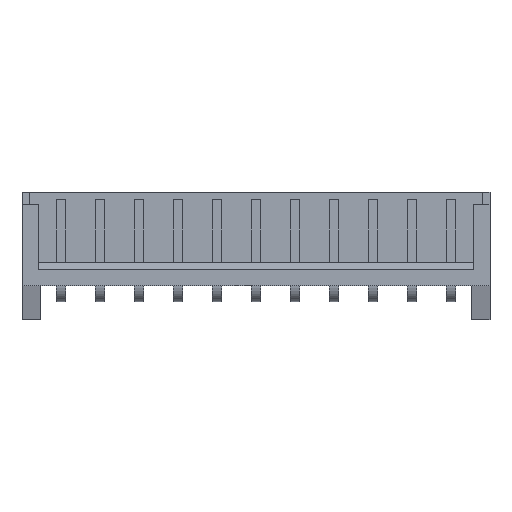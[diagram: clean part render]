
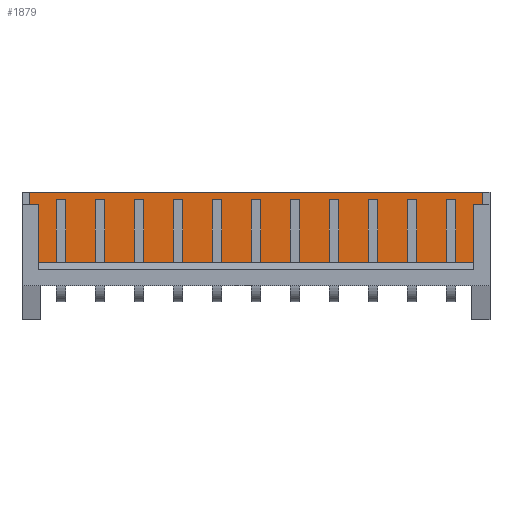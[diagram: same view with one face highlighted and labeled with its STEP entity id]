
A CAD part, top view. The second image highlights one B-rep face of the part: STEP entity #1879.
In plain terms, the highlighted planar face has unit normal (0, 0, 1).
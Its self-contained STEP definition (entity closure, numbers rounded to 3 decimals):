
#44 = PLANE('',#45);
#45 = AXIS2_PLACEMENT_3D('',#46,#47,#48);
#46 = CARTESIAN_POINT('',(27.5,2.2,2.7));
#47 = DIRECTION('',(0.,-1.,0.));
#48 = DIRECTION('',(0.,0.,-1.));
#1737 = VERTEX_POINT('',#1738);
#1738 = CARTESIAN_POINT('',(27.05,2.2,0.9));
#1752 = PLANE('',#1753);
#1753 = AXIS2_PLACEMENT_3D('',#1754,#1755,#1756);
#1754 = CARTESIAN_POINT('',(27.05,6.7,0.9));
#1755 = DIRECTION('',(1.,0.,0.));
#1756 = DIRECTION('',(0.,0.,-1.));
#1764 = EDGE_CURVE('',#1737,#1765,#1767,.T.);
#1765 = VERTEX_POINT('',#1766);
#1766 = CARTESIAN_POINT('',(-2.05,2.2,0.9));
#1767 = SURFACE_CURVE('',#1768,(#1772,#1779),.PCURVE_S1.);
#1768 = LINE('',#1769,#1770);
#1769 = CARTESIAN_POINT('',(27.5,2.2,0.9));
#1770 = VECTOR('',#1771,1.);
#1771 = DIRECTION('',(-1.,0.,0.));
#1772 = PCURVE('',#44,#1773);
#1773 = DEFINITIONAL_REPRESENTATION('',(#1774),#1778);
#1774 = LINE('',#1775,#1776);
#1775 = CARTESIAN_POINT('',(1.8,0.));
#1776 = VECTOR('',#1777,1.);
#1777 = DIRECTION('',(0.,-1.));
#1778 = ( GEOMETRIC_REPRESENTATION_CONTEXT(2) 
PARAMETRIC_REPRESENTATION_CONTEXT() REPRESENTATION_CONTEXT('2D SPACE',''
  ) );
#1779 = PCURVE('',#1780,#1785);
#1780 = PLANE('',#1781);
#1781 = AXIS2_PLACEMENT_3D('',#1782,#1783,#1784);
#1782 = CARTESIAN_POINT('',(27.5,6.7,0.9));
#1783 = DIRECTION('',(0.,0.,-1.));
#1784 = DIRECTION('',(-1.,0.,0.));
#1785 = DEFINITIONAL_REPRESENTATION('',(#1786),#1790);
#1786 = LINE('',#1787,#1788);
#1787 = CARTESIAN_POINT('',(0.,-4.5));
#1788 = VECTOR('',#1789,1.);
#1789 = DIRECTION('',(1.,0.));
#1790 = ( GEOMETRIC_REPRESENTATION_CONTEXT(2) 
PARAMETRIC_REPRESENTATION_CONTEXT() REPRESENTATION_CONTEXT('2D SPACE',''
  ) );
#1808 = PLANE('',#1809);
#1809 = AXIS2_PLACEMENT_3D('',#1810,#1811,#1812);
#1810 = CARTESIAN_POINT('',(-2.05,6.7,0.9));
#1811 = DIRECTION('',(-1.,0.,0.));
#1812 = DIRECTION('',(0.,0.,1.));
#1879 = ADVANCED_FACE('',(#1880),#1780,.F.);
#1880 = FACE_BOUND('',#1881,.T.);
#1881 = EDGE_LOOP('',(#1882,#1905,#1906,#1929));
#1882 = ORIENTED_EDGE('',*,*,#1883,.T.);
#1883 = EDGE_CURVE('',#1884,#1765,#1886,.T.);
#1884 = VERTEX_POINT('',#1885);
#1885 = CARTESIAN_POINT('',(-2.05,6.7,0.9));
#1886 = SURFACE_CURVE('',#1887,(#1891,#1898),.PCURVE_S1.);
#1887 = LINE('',#1888,#1889);
#1888 = CARTESIAN_POINT('',(-2.05,6.7,0.9));
#1889 = VECTOR('',#1890,1.);
#1890 = DIRECTION('',(0.,-1.,0.));
#1891 = PCURVE('',#1780,#1892);
#1892 = DEFINITIONAL_REPRESENTATION('',(#1893),#1897);
#1893 = LINE('',#1894,#1895);
#1894 = CARTESIAN_POINT('',(29.55,0.));
#1895 = VECTOR('',#1896,1.);
#1896 = DIRECTION('',(0.,-1.));
#1897 = ( GEOMETRIC_REPRESENTATION_CONTEXT(2) 
PARAMETRIC_REPRESENTATION_CONTEXT() REPRESENTATION_CONTEXT('2D SPACE',''
  ) );
#1898 = PCURVE('',#1808,#1899);
#1899 = DEFINITIONAL_REPRESENTATION('',(#1900),#1904);
#1900 = LINE('',#1901,#1902);
#1901 = CARTESIAN_POINT('',(0.,0.));
#1902 = VECTOR('',#1903,1.);
#1903 = DIRECTION('',(0.,-1.));
#1904 = ( GEOMETRIC_REPRESENTATION_CONTEXT(2) 
PARAMETRIC_REPRESENTATION_CONTEXT() REPRESENTATION_CONTEXT('2D SPACE',''
  ) );
#1905 = ORIENTED_EDGE('',*,*,#1764,.F.);
#1906 = ORIENTED_EDGE('',*,*,#1907,.F.);
#1907 = EDGE_CURVE('',#1908,#1737,#1910,.T.);
#1908 = VERTEX_POINT('',#1909);
#1909 = CARTESIAN_POINT('',(27.05,6.7,0.9));
#1910 = SURFACE_CURVE('',#1911,(#1915,#1922),.PCURVE_S1.);
#1911 = LINE('',#1912,#1913);
#1912 = CARTESIAN_POINT('',(27.05,6.7,0.9));
#1913 = VECTOR('',#1914,1.);
#1914 = DIRECTION('',(0.,-1.,0.));
#1915 = PCURVE('',#1780,#1916);
#1916 = DEFINITIONAL_REPRESENTATION('',(#1917),#1921);
#1917 = LINE('',#1918,#1919);
#1918 = CARTESIAN_POINT('',(0.45,0.));
#1919 = VECTOR('',#1920,1.);
#1920 = DIRECTION('',(0.,-1.));
#1921 = ( GEOMETRIC_REPRESENTATION_CONTEXT(2) 
PARAMETRIC_REPRESENTATION_CONTEXT() REPRESENTATION_CONTEXT('2D SPACE',''
  ) );
#1922 = PCURVE('',#1752,#1923);
#1923 = DEFINITIONAL_REPRESENTATION('',(#1924),#1928);
#1924 = LINE('',#1925,#1926);
#1925 = CARTESIAN_POINT('',(0.,0.));
#1926 = VECTOR('',#1927,1.);
#1927 = DIRECTION('',(0.,-1.));
#1928 = ( GEOMETRIC_REPRESENTATION_CONTEXT(2) 
PARAMETRIC_REPRESENTATION_CONTEXT() REPRESENTATION_CONTEXT('2D SPACE',''
  ) );
#1929 = ORIENTED_EDGE('',*,*,#1930,.T.);
#1930 = EDGE_CURVE('',#1908,#1884,#1931,.T.);
#1931 = SURFACE_CURVE('',#1932,(#1936,#1943),.PCURVE_S1.);
#1932 = LINE('',#1933,#1934);
#1933 = CARTESIAN_POINT('',(27.5,6.7,0.9));
#1934 = VECTOR('',#1935,1.);
#1935 = DIRECTION('',(-1.,0.,0.));
#1936 = PCURVE('',#1780,#1937);
#1937 = DEFINITIONAL_REPRESENTATION('',(#1938),#1942);
#1938 = LINE('',#1939,#1940);
#1939 = CARTESIAN_POINT('',(0.,0.));
#1940 = VECTOR('',#1941,1.);
#1941 = DIRECTION('',(1.,0.));
#1942 = ( GEOMETRIC_REPRESENTATION_CONTEXT(2) 
PARAMETRIC_REPRESENTATION_CONTEXT() REPRESENTATION_CONTEXT('2D SPACE',''
  ) );
#1943 = PCURVE('',#1944,#1949);
#1944 = PLANE('',#1945);
#1945 = AXIS2_PLACEMENT_3D('',#1946,#1947,#1948);
#1946 = CARTESIAN_POINT('',(27.5,6.7,0.9));
#1947 = DIRECTION('',(0.,-1.,0.));
#1948 = DIRECTION('',(-1.,0.,0.));
#1949 = DEFINITIONAL_REPRESENTATION('',(#1950),#1954);
#1950 = LINE('',#1951,#1952);
#1951 = CARTESIAN_POINT('',(0.,0.));
#1952 = VECTOR('',#1953,1.);
#1953 = DIRECTION('',(1.,0.));
#1954 = ( GEOMETRIC_REPRESENTATION_CONTEXT(2) 
PARAMETRIC_REPRESENTATION_CONTEXT() REPRESENTATION_CONTEXT('2D SPACE',''
  ) );
